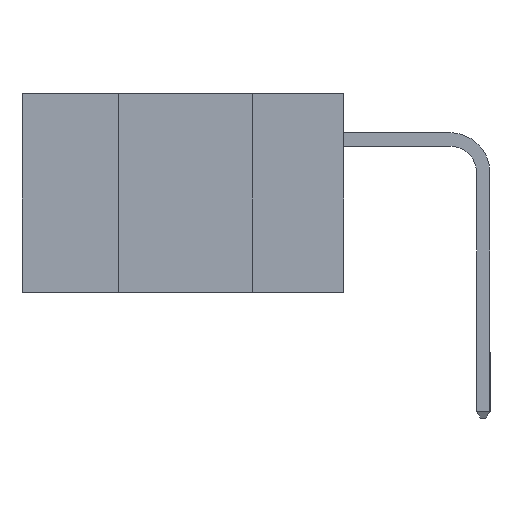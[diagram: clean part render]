
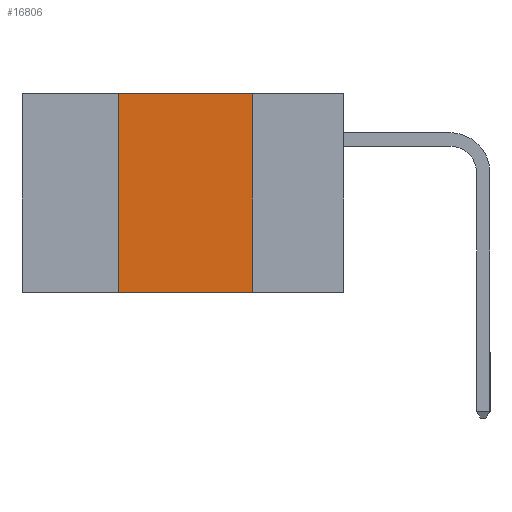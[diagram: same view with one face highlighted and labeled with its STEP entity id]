
A CAD part, left-side view. The second image highlights one B-rep face of the part: STEP entity #16806.
In plain terms, the highlighted planar face has unit normal (-1, 0, 0).
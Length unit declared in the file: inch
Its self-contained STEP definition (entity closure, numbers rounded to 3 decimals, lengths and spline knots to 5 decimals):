
#2204 = EDGE_CURVE ( 'NONE', #29596, #17611, #19522, .T. ) ;
#2573 = VECTOR ( 'NONE', #16291, 39.37008 ) ;
#3675 = CARTESIAN_POINT ( 'NONE',  ( 0., 0.42, 0. ) ) ;
#3787 = CARTESIAN_POINT ( 'NONE',  ( 0., 0.6, 0. ) ) ;
#4771 = CARTESIAN_POINT ( 'NONE',  ( 0., 0.17, 0. ) ) ;
#5060 = ORIENTED_EDGE ( 'NONE', *, *, #2204, .F. ) ;
#7105 = VERTEX_POINT ( 'NONE', #3675 ) ;
#8400 = VECTOR ( 'NONE', #21692, 39.37008 ) ;
#9459 = LINE ( 'NONE', #18785, #2573 ) ;
#10051 = VECTOR ( 'NONE', #24782, 39.37008 ) ;
#10825 = LINE ( 'NONE', #11841, #10051 ) ;
#11451 = PLANE ( 'NONE',  #11944 ) ;
#11559 = DIRECTION ( 'NONE',  ( 0., 0., -1. ) ) ;
#11841 = CARTESIAN_POINT ( 'NONE',  ( 0., 0.42, 0. ) ) ;
#11884 = EDGE_CURVE ( 'NONE', #7105, #29596, #15309, .T. ) ;
#11944 = AXIS2_PLACEMENT_3D ( 'NONE', #3787, #26944, #11559 ) ;
#13747 = CARTESIAN_POINT ( 'NONE',  ( 0., 0.42, -0.37 ) ) ;
#14859 = VERTEX_POINT ( 'NONE', #13747 ) ;
#15017 = EDGE_CURVE ( 'NONE', #14859, #7105, #10825, .T. ) ;
#15309 = LINE ( 'NONE', #29265, #8400 ) ;
#16291 = DIRECTION ( 'NONE',  ( 0., -1., 0. ) ) ;
#16806 = ADVANCED_FACE ( 'NONE', ( #22002 ), #11451, .F. ) ;
#17240 = CARTESIAN_POINT ( 'NONE',  ( 0., 0.17, 0. ) ) ;
#17611 = VERTEX_POINT ( 'NONE', #20214 ) ;
#17632 = ORIENTED_EDGE ( 'NONE', *, *, #15017, .F. ) ;
#18706 = VECTOR ( 'NONE', #25367, 39.37008 ) ;
#18785 = CARTESIAN_POINT ( 'NONE',  ( 0., 0.6, -0.37 ) ) ;
#19133 = EDGE_CURVE ( 'NONE', #14859, #17611, #9459, .T. ) ;
#19522 = LINE ( 'NONE', #4771, #18706 ) ;
#20214 = CARTESIAN_POINT ( 'NONE',  ( 0., 0.17, -0.37 ) ) ;
#21692 = DIRECTION ( 'NONE',  ( 0., -1., 0. ) ) ;
#22002 = FACE_OUTER_BOUND ( 'NONE', #30478, .T. ) ;
#23226 = ORIENTED_EDGE ( 'NONE', *, *, #11884, .F. ) ;
#24782 = DIRECTION ( 'NONE',  ( 0., 0., 1. ) ) ;
#25367 = DIRECTION ( 'NONE',  ( 0., 0., -1. ) ) ;
#26944 = DIRECTION ( 'NONE',  ( 1., 0., 0. ) ) ;
#29265 = CARTESIAN_POINT ( 'NONE',  ( 0., 0.6, 0. ) ) ;
#29596 = VERTEX_POINT ( 'NONE', #17240 ) ;
#30478 = EDGE_LOOP ( 'NONE', ( #5060, #23226, #17632, #32410 ) ) ;
#32410 = ORIENTED_EDGE ( 'NONE', *, *, #19133, .T. ) ;
